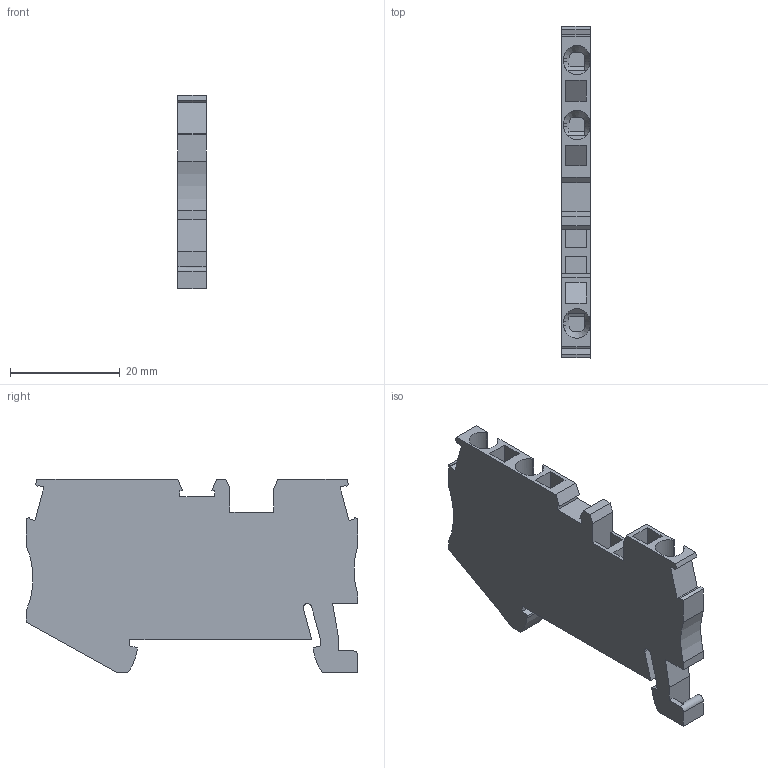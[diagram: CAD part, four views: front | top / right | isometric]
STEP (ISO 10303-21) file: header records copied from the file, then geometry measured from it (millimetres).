
FILE_DESCRIPTION(('Creo Elements/Direct Modeling STEP Export'),'2;1');
FILE_NAME('model.stp','2020-09-16T15:06:48',(''),(''),'Creo Elements/Direct Modeling STEP processor for AP214 (Solid Model)','Creo Elements/Direct Modeling 20.1A 29-Sep-2018 (C) Parametric Technology GmbH','');
FILE_SCHEMA(('AUTOMOTIVE_DESIGN { 1 0 10303 214 1 1 1 1 }'));
Length unit declared in the file: millimetre
Products named in the file (2): ST_25_TWIN_GN_select
Assembly tree (1 placements, depth 2):
  ST_25_TWIN_GN_select
    ST_25_TWIN_GN_select
Bounding box: 5.15 x 60.4 x 35.25 mm (x, y, z)
Volume: 7460 mm3; surface area: 5794 mm2
Topology: 1 solids, 1 shells, 153 faces, 426 edges, 278 vertices
Faces by surface type: plane 119, cylinder 25, cone 9
Entity records: 7718 total; most frequent: CARTESIAN_POINT 2510, ORIENTED_EDGE 852, DIRECTION 750, EDGE_CURVE 426, VECTOR 342, LINE 342, VERTEX_POINT 278, AXIS2_PLACEMENT_3D 204
